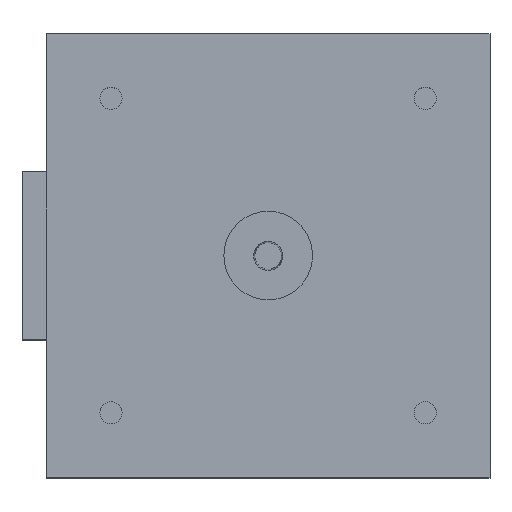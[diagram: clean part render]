
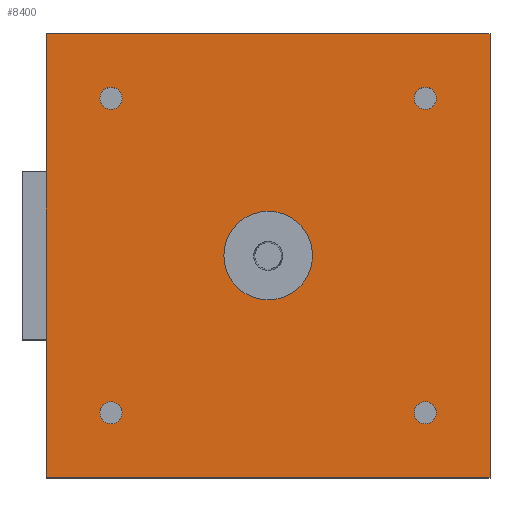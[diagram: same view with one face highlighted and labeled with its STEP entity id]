
A CAD part, top view. The second image highlights one B-rep face of the part: STEP entity #8400.
In plain terms, the highlighted planar face has unit normal (0, 0, 1).
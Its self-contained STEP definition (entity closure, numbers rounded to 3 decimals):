
#556=FACE_BOUND('',#1908,.T.);
#557=FACE_BOUND('',#1909,.T.);
#558=FACE_BOUND('',#1910,.T.);
#559=FACE_BOUND('',#1911,.T.);
#560=FACE_BOUND('',#1912,.T.);
#843=PLANE('',#9731);
#1283=FACE_OUTER_BOUND('',#1907,.T.);
#1907=EDGE_LOOP('',(#7454,#7455,#7456,#7457));
#1908=EDGE_LOOP('',(#7458));
#1909=EDGE_LOOP('',(#7459));
#1910=EDGE_LOOP('',(#7460));
#1911=EDGE_LOOP('',(#7461));
#1912=EDGE_LOOP('',(#7462));
#2641=LINE('',#14573,#3372);
#2661=LINE('',#14629,#3392);
#2663=LINE('',#14632,#3394);
#2664=LINE('',#14634,#3395);
#3372=VECTOR('',#11838,10.);
#3392=VECTOR('',#11894,10.);
#3394=VECTOR('',#11898,10.);
#3395=VECTOR('',#11901,10.);
#3786=CIRCLE('',#9701,10.);
#3788=CIRCLE('',#9712,2.5);
#3790=CIRCLE('',#9715,2.5);
#3792=CIRCLE('',#9718,2.5);
#3794=CIRCLE('',#9721,2.5);
#4412=VERTEX_POINT('',#14510);
#4434=VERTEX_POINT('',#14570);
#4435=VERTEX_POINT('',#14572);
#4440=VERTEX_POINT('',#14584);
#4442=VERTEX_POINT('',#14590);
#4444=VERTEX_POINT('',#14596);
#4446=VERTEX_POINT('',#14602);
#4452=VERTEX_POINT('',#14626);
#4453=VERTEX_POINT('',#14628);
#5417=EDGE_CURVE('',#4412,#4412,#3786,.T.);
#5448=EDGE_CURVE('',#4435,#4434,#2641,.T.);
#5454=EDGE_CURVE('',#4440,#4440,#3788,.T.);
#5457=EDGE_CURVE('',#4442,#4442,#3790,.T.);
#5460=EDGE_CURVE('',#4444,#4444,#3792,.T.);
#5463=EDGE_CURVE('',#4446,#4446,#3794,.T.);
#5476=EDGE_CURVE('',#4453,#4452,#2661,.T.);
#5478=EDGE_CURVE('',#4452,#4435,#2663,.T.);
#5479=EDGE_CURVE('',#4434,#4453,#2664,.T.);
#7454=ORIENTED_EDGE('',*,*,#5479,.T.);
#7455=ORIENTED_EDGE('',*,*,#5476,.T.);
#7456=ORIENTED_EDGE('',*,*,#5478,.T.);
#7457=ORIENTED_EDGE('',*,*,#5448,.T.);
#7458=ORIENTED_EDGE('',*,*,#5417,.T.);
#7459=ORIENTED_EDGE('',*,*,#5454,.T.);
#7460=ORIENTED_EDGE('',*,*,#5457,.T.);
#7461=ORIENTED_EDGE('',*,*,#5460,.T.);
#7462=ORIENTED_EDGE('',*,*,#5463,.T.);
#8400=ADVANCED_FACE('',(#1283,#556,#557,#558,#559,#560),#843,.T.);
#9701=AXIS2_PLACEMENT_3D('',#14511,#11789,#11790);
#9712=AXIS2_PLACEMENT_3D('',#14585,#11846,#11847);
#9715=AXIS2_PLACEMENT_3D('',#14591,#11853,#11854);
#9718=AXIS2_PLACEMENT_3D('',#14597,#11860,#11861);
#9721=AXIS2_PLACEMENT_3D('',#14603,#11867,#11868);
#9731=AXIS2_PLACEMENT_3D('',#14635,#11902,#11903);
#11789=DIRECTION('center_axis',(0.,0.,-1.));
#11790=DIRECTION('ref_axis',(-1.,0.,0.));
#11838=DIRECTION('',(0.,-1.,0.));
#11846=DIRECTION('center_axis',(0.,0.,-1.));
#11847=DIRECTION('ref_axis',(-1.,0.,0.));
#11853=DIRECTION('center_axis',(0.,0.,-1.));
#11854=DIRECTION('ref_axis',(-1.,0.,0.));
#11860=DIRECTION('center_axis',(0.,0.,-1.));
#11861=DIRECTION('ref_axis',(-1.,0.,0.));
#11867=DIRECTION('center_axis',(0.,0.,-1.));
#11868=DIRECTION('ref_axis',(-1.,0.,0.));
#11894=DIRECTION('',(0.,1.,0.));
#11898=DIRECTION('',(-1.,0.,0.));
#11901=DIRECTION('',(1.,0.,0.));
#11902=DIRECTION('center_axis',(0.,0.,1.));
#11903=DIRECTION('ref_axis',(-1.,0.,0.));
#14510=CARTESIAN_POINT('',(10.,0.,112.2));
#14511=CARTESIAN_POINT('Origin',(0.,0.,112.2));
#14570=CARTESIAN_POINT('',(-50.,-50.,112.2));
#14572=CARTESIAN_POINT('',(-50.,50.,112.2));
#14573=CARTESIAN_POINT('',(-50.,50.,112.2));
#14584=CARTESIAN_POINT('',(37.929,35.429,112.2));
#14585=CARTESIAN_POINT('Origin',(35.429,35.429,112.2));
#14590=CARTESIAN_POINT('',(37.929,-35.429,112.2));
#14591=CARTESIAN_POINT('Origin',(35.429,-35.429,112.2));
#14596=CARTESIAN_POINT('',(-32.929,35.429,112.2));
#14597=CARTESIAN_POINT('Origin',(-35.429,35.429,112.2));
#14602=CARTESIAN_POINT('',(-32.929,-35.429,112.2));
#14603=CARTESIAN_POINT('Origin',(-35.429,-35.429,112.2));
#14626=CARTESIAN_POINT('',(50.,50.,112.2));
#14628=CARTESIAN_POINT('',(50.,-50.,112.2));
#14629=CARTESIAN_POINT('',(50.,-50.,112.2));
#14632=CARTESIAN_POINT('',(50.,50.,112.2));
#14634=CARTESIAN_POINT('',(-50.,-50.,112.2));
#14635=CARTESIAN_POINT('Origin',(0.,0.,112.2));
